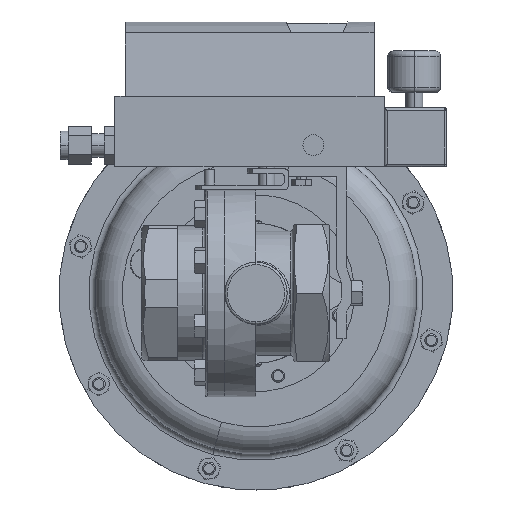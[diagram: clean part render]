
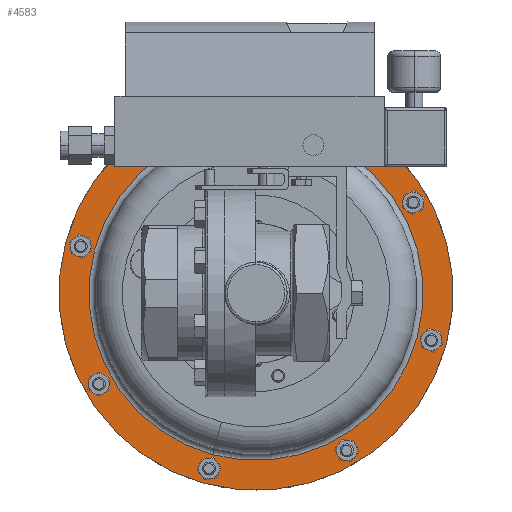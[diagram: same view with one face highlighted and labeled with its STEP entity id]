
A CAD part, front view. The second image highlights one B-rep face of the part: STEP entity #4583.
In plain terms, the highlighted planar face has unit normal (0, -1, 0).
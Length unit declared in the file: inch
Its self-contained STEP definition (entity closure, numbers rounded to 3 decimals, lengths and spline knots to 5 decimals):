
#174 = VERTEX_POINT ( 'NONE', #14767 ) ;
#1324 = CARTESIAN_POINT ( 'NONE',  ( -1.22939, 8.0925, -4.58815 ) ) ;
#2759 = FACE_BOUND ( 'NONE', #25623, .T. ) ;
#3019 = CARTESIAN_POINT ( 'NONE',  ( 0., 8.0925, 0. ) ) ;
#3818 = AXIS2_PLACEMENT_3D ( 'NONE', #6564, #31950, #10247 ) ;
#4583 = ADVANCED_FACE ( 'NONE', ( #2759, #13628 ), #31766, .T. ) ;
#6127 = CIRCLE ( 'NONE', #14337, 4.75 ) ;
#6564 = CARTESIAN_POINT ( 'NONE',  ( 0., 8.0925, 0. ) ) ;
#6703 = DIRECTION ( 'NONE',  ( -0.259, 0., -0.966 ) ) ;
#6770 = EDGE_CURVE ( 'NONE', #28865, #25051, #29449, .T. ) ;
#7166 = DIRECTION ( 'NONE',  ( 0., 1., 0. ) ) ;
#9043 = EDGE_CURVE ( 'NONE', #174, #34996, #26549, .T. ) ;
#10247 = DIRECTION ( 'NONE',  ( -0.259, 0., -0.966 ) ) ;
#12051 = AXIS2_PLACEMENT_3D ( 'NONE', #3019, #28441, #6703 ) ;
#12306 = AXIS2_PLACEMENT_3D ( 'NONE', #31602, #39027, #17339 ) ;
#12554 = CIRCLE ( 'NONE', #12051, 4.029 ) ;
#13628 = FACE_OUTER_BOUND ( 'NONE', #14988, .T. ) ;
#14337 = AXIS2_PLACEMENT_3D ( 'NONE', #36762, #15075, #40371 ) ;
#14767 = CARTESIAN_POINT ( 'NONE',  ( 1.22939, 8.0925, 4.58815 ) ) ;
#14988 = EDGE_LOOP ( 'NONE', ( #41997, #45739 ) ) ;
#15075 = DIRECTION ( 'NONE',  ( 0., 1., 0. ) ) ;
#17339 = DIRECTION ( 'NONE',  ( 0.259, 0., 0.966 ) ) ;
#20945 = ORIENTED_EDGE ( 'NONE', *, *, #6770, .T. ) ;
#22396 = AXIS2_PLACEMENT_3D ( 'NONE', #28913, #7166, #32547 ) ;
#25051 = VERTEX_POINT ( 'NONE', #26401 ) ;
#25102 = CARTESIAN_POINT ( 'NONE',  ( -1.04278, 8.0925, -3.89172 ) ) ;
#25623 = EDGE_LOOP ( 'NONE', ( #20945, #37428 ) ) ;
#26401 = CARTESIAN_POINT ( 'NONE',  ( 1.04278, 8.0925, 3.89172 ) ) ;
#26549 = CIRCLE ( 'NONE', #3818, 4.75 ) ;
#28441 = DIRECTION ( 'NONE',  ( 0., 1., 0. ) ) ;
#28865 = VERTEX_POINT ( 'NONE', #25102 ) ;
#28913 = CARTESIAN_POINT ( 'NONE',  ( 0., 8.0925, 0. ) ) ;
#29449 = CIRCLE ( 'NONE', #22396, 4.029 ) ;
#31602 = CARTESIAN_POINT ( 'NONE',  ( -4.58815, 8.0925, 1.22939 ) ) ;
#31766 = PLANE ( 'NONE',  #12306 ) ;
#31950 = DIRECTION ( 'NONE',  ( 0., 1., 0. ) ) ;
#32547 = DIRECTION ( 'NONE',  ( -0.259, 0., -0.966 ) ) ;
#34996 = VERTEX_POINT ( 'NONE', #1324 ) ;
#36762 = CARTESIAN_POINT ( 'NONE',  ( 0., 8.0925, 0. ) ) ;
#37428 = ORIENTED_EDGE ( 'NONE', *, *, #42303, .T. ) ;
#39027 = DIRECTION ( 'NONE',  ( 0., -1., 0. ) ) ;
#40371 = DIRECTION ( 'NONE',  ( -0.259, 0., -0.966 ) ) ;
#41997 = ORIENTED_EDGE ( 'NONE', *, *, #45636, .F. ) ;
#42303 = EDGE_CURVE ( 'NONE', #25051, #28865, #12554, .T. ) ;
#45636 = EDGE_CURVE ( 'NONE', #34996, #174, #6127, .T. ) ;
#45739 = ORIENTED_EDGE ( 'NONE', *, *, #9043, .F. ) ;
